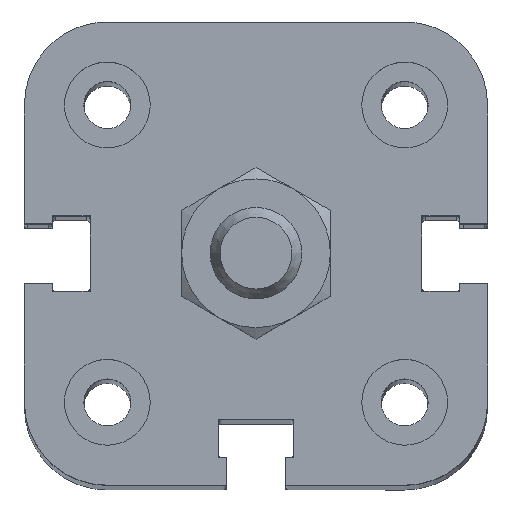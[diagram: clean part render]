
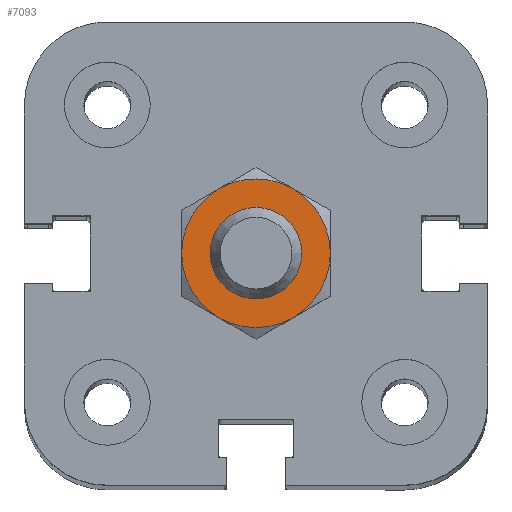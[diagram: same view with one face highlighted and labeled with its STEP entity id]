
A CAD part, top view. The second image highlights one B-rep face of the part: STEP entity #7093.
In plain terms, the highlighted planar face has unit normal (0, 0, 1).
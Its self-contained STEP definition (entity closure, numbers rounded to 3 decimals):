
#6456=CARTESIAN_POINT('',(3.875,0.0,5.0));
#6457=VERTEX_POINT('',#6456);
#6458=CARTESIAN_POINT('',(0.0,0.0,5.0));
#6459=DIRECTION('',(0.0,0.0,-1.0));
#6460=DIRECTION('',(1.0,0.0,0.0));
#6461=AXIS2_PLACEMENT_3D('',#6458,#6459,#6460);
#6462=CIRCLE('',#6461,3.875);
#6463=EDGE_CURVE('',#6457,#6457,#6462,.T.);
#6478=CARTESIAN_POINT('',(5.629,-3.25,5.0));
#6479=VERTEX_POINT('',#6478);
#6493=CARTESIAN_POINT('',(5.629,3.25,5.0));
#6494=VERTEX_POINT('',#6493);
#6508=CARTESIAN_POINT('',(0.0,0.0,5.0));
#6509=DIRECTION('',(0.0,0.0,1.0));
#6510=DIRECTION('',(1.0,0.0,0.0));
#6511=AXIS2_PLACEMENT_3D('',#6508,#6509,#6510);
#6512=CIRCLE('',#6511,6.5);
#6513=EDGE_CURVE('',#6479,#6494,#6512,.T.);
#6525=CARTESIAN_POINT('',(0.,-6.5,5.0));
#6526=VERTEX_POINT('',#6525);
#6553=CARTESIAN_POINT('',(0.0,0.0,5.0));
#6554=DIRECTION('',(0.0,0.0,1.0));
#6555=DIRECTION('',(1.0,0.0,0.0));
#6556=AXIS2_PLACEMENT_3D('',#6553,#6554,#6555);
#6557=CIRCLE('',#6556,6.5);
#6558=EDGE_CURVE('',#6526,#6479,#6557,.T.);
#6583=CARTESIAN_POINT('',(-5.629,-3.25,5.0));
#6584=VERTEX_POINT('',#6583);
#6585=CARTESIAN_POINT('',(0.0,0.0,5.0));
#6586=DIRECTION('',(0.0,0.0,1.0));
#6587=DIRECTION('',(1.0,0.0,0.0));
#6588=AXIS2_PLACEMENT_3D('',#6585,#6586,#6587);
#6589=CIRCLE('',#6588,6.5);
#6590=EDGE_CURVE('',#6584,#6526,#6589,.T.);
#6628=CARTESIAN_POINT('',(-5.629,3.25,5.0));
#6629=VERTEX_POINT('',#6628);
#6630=CARTESIAN_POINT('',(0.0,0.0,5.0));
#6631=DIRECTION('',(0.0,0.0,1.0));
#6632=DIRECTION('',(1.0,0.0,0.0));
#6633=AXIS2_PLACEMENT_3D('',#6630,#6631,#6632);
#6634=CIRCLE('',#6633,6.5);
#6635=EDGE_CURVE('',#6629,#6584,#6634,.T.);
#6673=CARTESIAN_POINT('',(0.,6.5,5.0));
#6674=VERTEX_POINT('',#6673);
#6675=CARTESIAN_POINT('',(0.0,0.0,5.0));
#6676=DIRECTION('',(0.0,0.0,1.0));
#6677=DIRECTION('',(1.0,0.0,0.0));
#6678=AXIS2_PLACEMENT_3D('',#6675,#6676,#6677);
#6679=CIRCLE('',#6678,6.5);
#6680=EDGE_CURVE('',#6674,#6629,#6679,.T.);
#6718=CARTESIAN_POINT('',(0.0,0.0,5.0));
#6719=DIRECTION('',(0.0,0.0,1.0));
#6720=DIRECTION('',(1.0,0.0,0.0));
#6721=AXIS2_PLACEMENT_3D('',#6718,#6719,#6720);
#6722=CIRCLE('',#6721,6.5);
#6723=EDGE_CURVE('',#6494,#6674,#6722,.T.);
#7077=CARTESIAN_POINT('',(0.,0.,5.0));
#7078=DIRECTION('',(0.0,0.0,1.0));
#7079=DIRECTION('',(1.0,0.0,0.0));
#7080=AXIS2_PLACEMENT_3D('',#7077,#7078,#7079);
#7081=PLANE('',#7080);
#7082=ORIENTED_EDGE('',*,*,#6723,.T.);
#7083=ORIENTED_EDGE('',*,*,#6680,.T.);
#7084=ORIENTED_EDGE('',*,*,#6635,.T.);
#7085=ORIENTED_EDGE('',*,*,#6590,.T.);
#7086=ORIENTED_EDGE('',*,*,#6558,.T.);
#7087=ORIENTED_EDGE('',*,*,#6513,.T.);
#7088=EDGE_LOOP('',(#7082,#7083,#7084,#7085,#7086,#7087));
#7089=FACE_OUTER_BOUND('',#7088,.T.);
#7090=ORIENTED_EDGE('',*,*,#6463,.T.);
#7091=EDGE_LOOP('',(#7090));
#7092=FACE_BOUND('',#7091,.T.);
#7093=ADVANCED_FACE('',(#7089,#7092),#7081,.T.);
